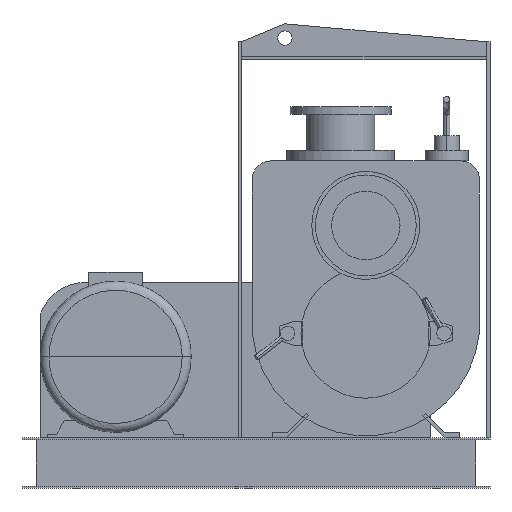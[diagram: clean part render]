
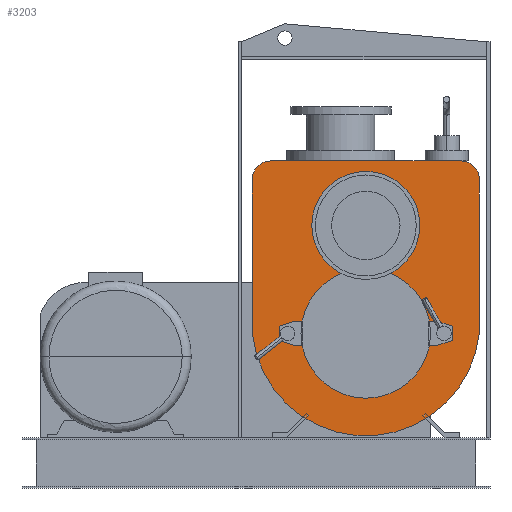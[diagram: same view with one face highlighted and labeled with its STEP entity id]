
A CAD part, front view. The second image highlights one B-rep face of the part: STEP entity #3203.
In plain terms, the highlighted planar face has unit normal (0, -1, 0).
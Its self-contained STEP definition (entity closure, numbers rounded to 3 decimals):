
#230=PLANE('',#3550);
#435=FACE_OUTER_BOUND('',#650,.T.);
#650=EDGE_LOOP('',(#2778,#2779,#2780,#2781,#2782,#2783));
#781=CIRCLE('',#3538,50.);
#783=CIRCLE('',#3541,50.);
#785=CIRCLE('',#3547,316.617);
#1020=LINE('',#5894,#1325);
#1023=LINE('',#5899,#1328);
#1025=LINE('',#5903,#1330);
#1325=VECTOR('',#4330,304.8);
#1328=VECTOR('',#4335,304.8);
#1330=VECTOR('',#4339,304.8);
#1613=VERTEX_POINT('',#5875);
#1614=VERTEX_POINT('',#5876);
#1617=VERTEX_POINT('',#5884);
#1618=VERTEX_POINT('',#5885);
#1621=VERTEX_POINT('',#5893);
#1623=VERTEX_POINT('',#5902);
#2004=EDGE_CURVE('',#1613,#1614,#781,.T.);
#2008=EDGE_CURVE('',#1617,#1618,#783,.T.);
#2012=EDGE_CURVE('',#1614,#1621,#1020,.T.);
#2015=EDGE_CURVE('',#1618,#1613,#1023,.T.);
#2017=EDGE_CURVE('',#1623,#1617,#1025,.T.);
#2020=EDGE_CURVE('',#1621,#1623,#785,.T.);
#2778=ORIENTED_EDGE('',*,*,#2020,.T.);
#2779=ORIENTED_EDGE('',*,*,#2017,.T.);
#2780=ORIENTED_EDGE('',*,*,#2008,.T.);
#2781=ORIENTED_EDGE('',*,*,#2015,.T.);
#2782=ORIENTED_EDGE('',*,*,#2004,.T.);
#2783=ORIENTED_EDGE('',*,*,#2012,.T.);
#3203=ADVANCED_FACE('',(#435),#230,.T.);
#3538=AXIS2_PLACEMENT_3D('',#5877,#4314,#4315);
#3541=AXIS2_PLACEMENT_3D('',#5886,#4322,#4323);
#3547=AXIS2_PLACEMENT_3D('',#5908,#4344,#4345);
#3550=AXIS2_PLACEMENT_3D('',#5911,#4350,#4351);
#4314=DIRECTION('center_axis',(0.,-1.,0.));
#4315=DIRECTION('ref_axis',(1.,0.,0.));
#4322=DIRECTION('center_axis',(0.,-1.,0.));
#4323=DIRECTION('ref_axis',(1.,0.,0.));
#4330=DIRECTION('',(0.,0.,-1.));
#4335=DIRECTION('',(-1.,0.,0.));
#4339=DIRECTION('',(0.,0.,1.));
#4344=DIRECTION('center_axis',(0.,-1.,0.));
#4345=DIRECTION('ref_axis',(1.,0.,0.));
#4350=DIRECTION('center_axis',(0.,-1.,0.));
#4351=DIRECTION('ref_axis',(0.,0.,1.));
#5875=CARTESIAN_POINT('',(33987.476,15519.572,909.));
#5876=CARTESIAN_POINT('',(33937.476,15519.572,859.));
#5877=CARTESIAN_POINT('Origin',(33987.476,15519.572,859.));
#5884=CARTESIAN_POINT('',(34567.476,15519.572,859.));
#5885=CARTESIAN_POINT('',(34517.476,15519.572,909.));
#5886=CARTESIAN_POINT('Origin',(34517.476,15519.572,859.));
#5893=CARTESIAN_POINT('',(33937.476,15519.572,430.));
#5894=CARTESIAN_POINT('',(33937.476,15519.572,859.));
#5899=CARTESIAN_POINT('',(34517.476,15519.572,909.));
#5902=CARTESIAN_POINT('',(34567.476,15519.572,430.));
#5903=CARTESIAN_POINT('',(34567.476,15519.572,430.));
#5908=CARTESIAN_POINT('Origin',(34252.476,15519.572,461.957));
#5911=CARTESIAN_POINT('Origin',(34569.093,15519.572,461.957));
